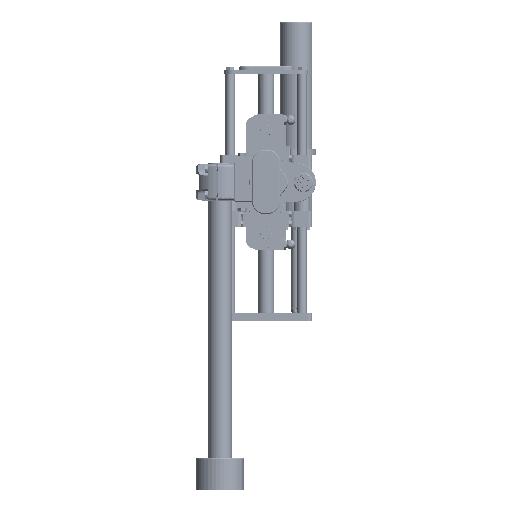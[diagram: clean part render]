
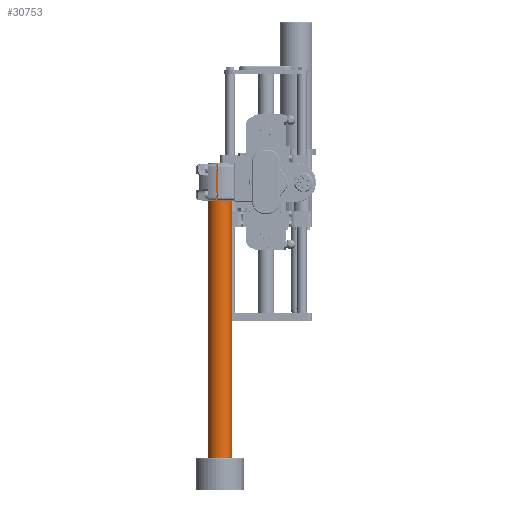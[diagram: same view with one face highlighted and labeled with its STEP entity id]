
A CAD part, top view. The second image highlights one B-rep face of the part: STEP entity #30753.
In plain terms, the highlighted cylindrical face has radius 15 mm (diameter 30 mm), a full revolution.
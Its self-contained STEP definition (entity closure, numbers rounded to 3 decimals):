
#3489 = DIRECTION ( 'NONE',  ( 0., 0., 1. ) ) ;
#7943 = DIRECTION ( 'NONE',  ( -1., 0., 0. ) ) ;
#10660 = CIRCLE ( 'NONE', #38047, 15. ) ;
#14469 = CARTESIAN_POINT ( 'NONE',  ( -1., 0., 0. ) ) ;
#20228 = CARTESIAN_POINT ( 'NONE',  ( -400., 0., 15. ) ) ;
#21197 = CARTESIAN_POINT ( 'NONE',  ( -400., 0., 0. ) ) ;
#23175 = EDGE_LOOP ( 'NONE', ( #38218 ) ) ;
#24064 = CYLINDRICAL_SURFACE ( 'NONE', #88545, 15. ) ;
#30585 = AXIS2_PLACEMENT_3D ( 'NONE', #21197, #78110, #3489 ) ;
#30753 = ADVANCED_FACE ( 'NONE', ( #97578, #41188 ), #24064, .T. ) ;
#38047 = AXIS2_PLACEMENT_3D ( 'NONE', #14469, #47235, #81036 ) ;
#38218 = ORIENTED_EDGE ( 'NONE', *, *, #61224, .T. ) ;
#41188 = FACE_OUTER_BOUND ( 'NONE', #99821, .T. ) ;
#42033 = VERTEX_POINT ( 'NONE', #73714 ) ;
#47235 = DIRECTION ( 'NONE',  ( -1., 0., 0. ) ) ;
#50834 = DIRECTION ( 'NONE',  ( 0., 0., 1. ) ) ;
#61224 = EDGE_CURVE ( 'NONE', #42033, #42033, #10660, .T. ) ;
#61534 = CIRCLE ( 'NONE', #30585, 15. ) ;
#72778 = ORIENTED_EDGE ( 'NONE', *, *, #75846, .F. ) ;
#73714 = CARTESIAN_POINT ( 'NONE',  ( -1., 0., 15. ) ) ;
#75846 = EDGE_CURVE ( 'NONE', #93767, #93767, #61534, .T. ) ;
#78110 = DIRECTION ( 'NONE',  ( -1., 0., 0. ) ) ;
#81036 = DIRECTION ( 'NONE',  ( 0., 0., 1. ) ) ;
#81489 = CARTESIAN_POINT ( 'NONE',  ( -96.259, 0., 0. ) ) ;
#88545 = AXIS2_PLACEMENT_3D ( 'NONE', #81489, #7943, #50834 ) ;
#93767 = VERTEX_POINT ( 'NONE', #20228 ) ;
#97578 = FACE_OUTER_BOUND ( 'NONE', #23175, .T. ) ;
#99821 = EDGE_LOOP ( 'NONE', ( #72778 ) ) ;
